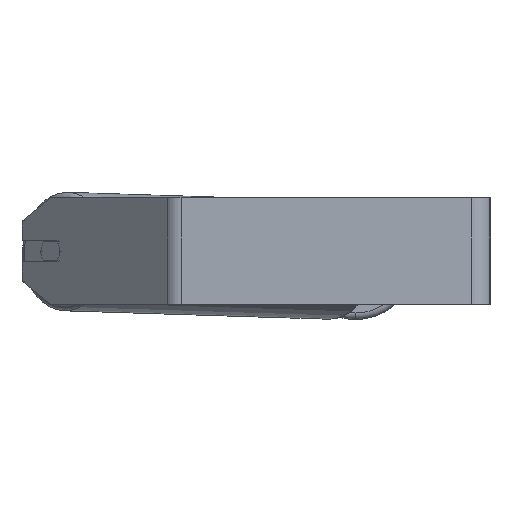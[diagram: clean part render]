
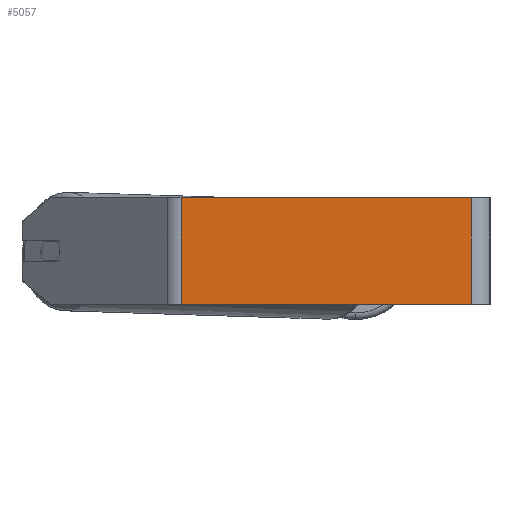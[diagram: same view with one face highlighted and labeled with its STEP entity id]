
A CAD part, left-side view. The second image highlights one B-rep face of the part: STEP entity #5057.
In plain terms, the highlighted planar face has unit normal (-1, 0, 0).
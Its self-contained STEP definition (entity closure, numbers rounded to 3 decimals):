
#595 = ORIENTED_EDGE ( 'NONE', *, *, #2902, .T. ) ;
#1061 = LINE ( 'NONE', #7915, #8626 ) ;
#1101 = AXIS2_PLACEMENT_3D ( 'NONE', #2210, #2164, #6896 ) ;
#1106 = ORIENTED_EDGE ( 'NONE', *, *, #3436, .F. ) ;
#1415 = CARTESIAN_POINT ( 'NONE',  ( -490., 14., -40. ) ) ;
#1512 = DIRECTION ( 'NONE',  ( 0., 0., -1. ) ) ;
#1779 = VECTOR ( 'NONE', #1512, 1000. ) ;
#1813 = DIRECTION ( 'NONE',  ( 0., 0., -1. ) ) ;
#2067 = VECTOR ( 'NONE', #3585, 1000. ) ;
#2164 = DIRECTION ( 'NONE',  ( 1., 0., 0. ) ) ;
#2210 = CARTESIAN_POINT ( 'NONE',  ( -490., 237.72, 40. ) ) ;
#2341 = EDGE_LOOP ( 'NONE', ( #6691, #5533, #1106, #595 ) ) ;
#2902 = EDGE_CURVE ( 'NONE', #6863, #4030, #3337, .T. ) ;
#3301 = VERTEX_POINT ( 'NONE', #1415 ) ;
#3337 = LINE ( 'NONE', #5367, #1779 ) ;
#3436 = EDGE_CURVE ( 'NONE', #6863, #8627, #5488, .T. ) ;
#3585 = DIRECTION ( 'NONE',  ( 0., -1., 0. ) ) ;
#3861 = DIRECTION ( 'NONE',  ( 0., -1., 0. ) ) ;
#4030 = VERTEX_POINT ( 'NONE', #6110 ) ;
#4262 = VECTOR ( 'NONE', #1813, 1000. ) ;
#4828 = FACE_OUTER_BOUND ( 'NONE', #2341, .T. ) ;
#5057 = ADVANCED_FACE ( 'NONE', ( #4828 ), #8220, .F. ) ;
#5367 = CARTESIAN_POINT ( 'NONE',  ( -490., 231.921, 40. ) ) ;
#5488 = LINE ( 'NONE', #5532, #2067 ) ;
#5532 = CARTESIAN_POINT ( 'NONE',  ( -490., 237.72, 40. ) ) ;
#5533 = ORIENTED_EDGE ( 'NONE', *, *, #8727, .F. ) ;
#5978 = CARTESIAN_POINT ( 'NONE',  ( -490., 231.921, 40. ) ) ;
#6110 = CARTESIAN_POINT ( 'NONE',  ( -490., 231.921, -40. ) ) ;
#6540 = CARTESIAN_POINT ( 'NONE',  ( -490., 14., 40. ) ) ;
#6691 = ORIENTED_EDGE ( 'NONE', *, *, #8618, .T. ) ;
#6863 = VERTEX_POINT ( 'NONE', #5978 ) ;
#6896 = DIRECTION ( 'NONE',  ( 0., 0., -1. ) ) ;
#7869 = LINE ( 'NONE', #6540, #4262 ) ;
#7915 = CARTESIAN_POINT ( 'NONE',  ( -490., 237.72, -40. ) ) ;
#8220 = PLANE ( 'NONE',  #1101 ) ;
#8578 = CARTESIAN_POINT ( 'NONE',  ( -490., 14., 40. ) ) ;
#8618 = EDGE_CURVE ( 'NONE', #4030, #3301, #1061, .T. ) ;
#8626 = VECTOR ( 'NONE', #3861, 1000. ) ;
#8627 = VERTEX_POINT ( 'NONE', #8578 ) ;
#8727 = EDGE_CURVE ( 'NONE', #8627, #3301, #7869, .T. ) ;
